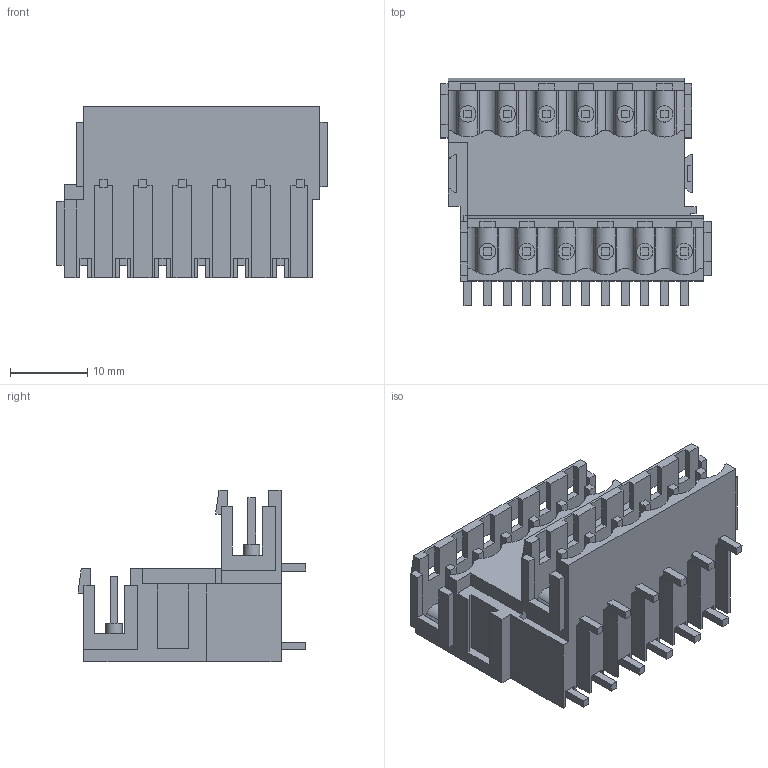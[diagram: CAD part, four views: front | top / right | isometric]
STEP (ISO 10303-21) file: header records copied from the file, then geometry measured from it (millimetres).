
FILE_DESCRIPTION(('CATIA V5 STEP Exchange','CAx-IF Rec.Pracs.--- Model Styling and Organization---1.2---2011-12-15'),'2;1');
FILE_NAME ('D1454979_0_1726320000_1726320000.stp','2017-09-26T13:22:27+00:00',('none'),('Weidmueller'),'CATIA Version 5-6 Release 2014','CATIA V5 STEP AP214','none');
FILE_SCHEMA(('AUTOMOTIVE_DESIGN { 1 0 10303 214 1 1 1 1 }'));
Length unit declared in the file: millimetre
Products named in the file (1): 1726320000
Bounding box: 34.98 x 29.41 x 22.16 mm (x, y, z)
Volume: 7216.4 mm3; surface area: 8838 mm2
Topology: 13 solids, 13 shells, 511 faces, 1680 edges, 1161 vertices
Faces by surface type: plane 435, cylinder 76
Entity records: 18253 total; most frequent: CARTESIAN_POINT 4325, ORIENTED_EDGE 3360, DIRECTION 2195, EDGE_CURVE 1680, VECTOR 1461, LINE 1461, VERTEX_POINT 1161, EDGE_LOOP 537
